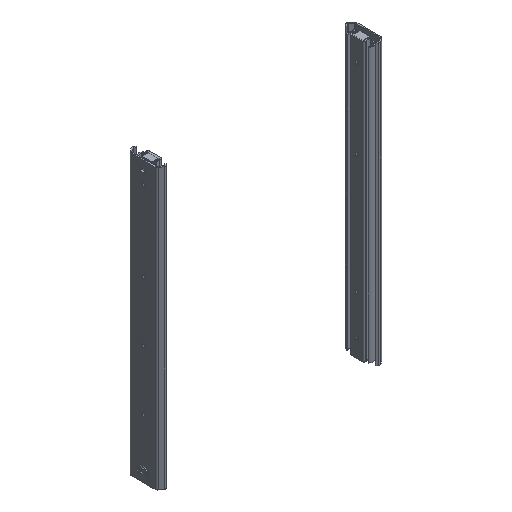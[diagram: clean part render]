
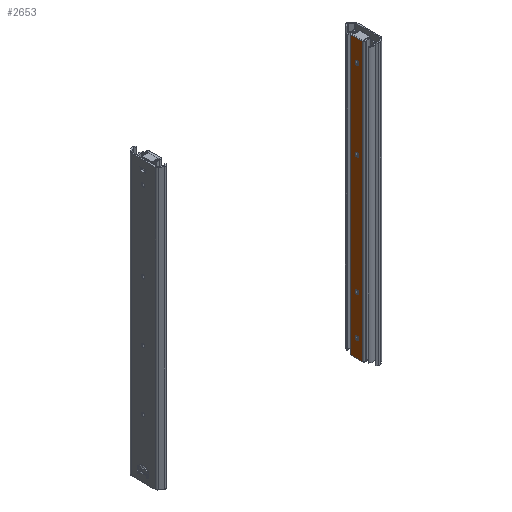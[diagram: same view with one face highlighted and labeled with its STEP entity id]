
A CAD part, isometric view. The second image highlights one B-rep face of the part: STEP entity #2653.
In plain terms, the highlighted face is planar.
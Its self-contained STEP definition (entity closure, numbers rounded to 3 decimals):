
#129=FACE_BOUND('',#464,.T.);
#130=FACE_BOUND('',#465,.T.);
#131=FACE_BOUND('',#466,.T.);
#132=FACE_BOUND('',#467,.T.);
#195=PLANE('',#3023);
#315=FACE_OUTER_BOUND('',#463,.T.);
#463=EDGE_LOOP('',(#2325,#2326,#2327,#2328));
#464=EDGE_LOOP('',(#2329));
#465=EDGE_LOOP('',(#2330));
#466=EDGE_LOOP('',(#2331));
#467=EDGE_LOOP('',(#2332));
#700=LINE('',#4570,#936);
#702=LINE('',#4596,#938);
#703=LINE('',#4598,#939);
#704=LINE('',#4599,#940);
#936=VECTOR('',#3718,10.);
#938=VECTOR('',#3730,10.);
#939=VECTOR('',#3731,10.);
#940=VECTOR('',#3732,10.);
#1039=CIRCLE('',#2987,2.9);
#1044=CIRCLE('',#2995,2.9);
#1046=CIRCLE('',#2999,2.9);
#1048=CIRCLE('',#3003,2.9);
#1259=VERTEX_POINT('',#4466);
#1272=VERTEX_POINT('',#4497);
#1274=VERTEX_POINT('',#4505);
#1276=VERTEX_POINT('',#4513);
#1290=VERTEX_POINT('',#4567);
#1291=VERTEX_POINT('',#4569);
#1297=VERTEX_POINT('',#4595);
#1298=VERTEX_POINT('',#4597);
#1594=EDGE_CURVE('',#1259,#1259,#1039,.T.);
#1609=EDGE_CURVE('',#1272,#1272,#1044,.T.);
#1613=EDGE_CURVE('',#1274,#1274,#1046,.T.);
#1617=EDGE_CURVE('',#1276,#1276,#1048,.T.);
#1639=EDGE_CURVE('',#1290,#1291,#700,.T.);
#1646=EDGE_CURVE('',#1290,#1297,#702,.T.);
#1647=EDGE_CURVE('',#1298,#1297,#703,.T.);
#1648=EDGE_CURVE('',#1298,#1291,#704,.T.);
#2325=ORIENTED_EDGE('',*,*,#1639,.F.);
#2326=ORIENTED_EDGE('',*,*,#1646,.T.);
#2327=ORIENTED_EDGE('',*,*,#1647,.F.);
#2328=ORIENTED_EDGE('',*,*,#1648,.T.);
#2329=ORIENTED_EDGE('',*,*,#1594,.T.);
#2330=ORIENTED_EDGE('',*,*,#1609,.T.);
#2331=ORIENTED_EDGE('',*,*,#1613,.T.);
#2332=ORIENTED_EDGE('',*,*,#1617,.T.);
#2653=ADVANCED_FACE('',(#315,#129,#130,#131,#132),#195,.T.);
#2987=AXIS2_PLACEMENT_3D('',#4467,#3628,#3629);
#2995=AXIS2_PLACEMENT_3D('',#4498,#3654,#3655);
#2999=AXIS2_PLACEMENT_3D('',#4506,#3664,#3665);
#3003=AXIS2_PLACEMENT_3D('',#4514,#3674,#3675);
#3023=AXIS2_PLACEMENT_3D('',#4594,#3728,#3729);
#3628=DIRECTION('center_axis',(-1.,0.,0.));
#3629=DIRECTION('ref_axis',(0.,0.,-1.));
#3654=DIRECTION('center_axis',(-1.,0.,0.));
#3655=DIRECTION('ref_axis',(0.,0.,-1.));
#3664=DIRECTION('center_axis',(-1.,0.,0.));
#3665=DIRECTION('ref_axis',(0.,0.,1.));
#3674=DIRECTION('center_axis',(-1.,0.,0.));
#3675=DIRECTION('ref_axis',(0.,0.,1.));
#3718=DIRECTION('',(0.,1.,0.));
#3728=DIRECTION('center_axis',(1.,0.,0.));
#3729=DIRECTION('ref_axis',(0.,-1.,0.));
#3730=DIRECTION('',(0.,0.,-1.));
#3731=DIRECTION('',(0.,-1.,0.));
#3732=DIRECTION('',(0.,0.,1.));
#4466=CARTESIAN_POINT('',(8.,0.,-416.1));
#4467=CARTESIAN_POINT('Origin',(8.,0.,-419.));
#4497=CARTESIAN_POINT('',(8.,0.,-352.1));
#4498=CARTESIAN_POINT('Origin',(8.,0.,-355.));
#4505=CARTESIAN_POINT('',(8.,0.,-37.9));
#4506=CARTESIAN_POINT('Origin',(8.,0.,-35.));
#4513=CARTESIAN_POINT('',(8.,0.,-165.9));
#4514=CARTESIAN_POINT('Origin',(8.,0.,-163.));
#4567=CARTESIAN_POINT('',(8.,-9.7,0.));
#4569=CARTESIAN_POINT('',(8.,9.7,0.));
#4570=CARTESIAN_POINT('',(8.,-11.283,0.));
#4594=CARTESIAN_POINT('Origin',(8.,11.283,0.));
#4595=CARTESIAN_POINT('',(8.,-9.7,-447.));
#4596=CARTESIAN_POINT('',(8.,-9.7,0.));
#4597=CARTESIAN_POINT('',(8.,9.7,-447.));
#4598=CARTESIAN_POINT('',(8.,-11.283,-447.));
#4599=CARTESIAN_POINT('',(8.,9.7,0.));
